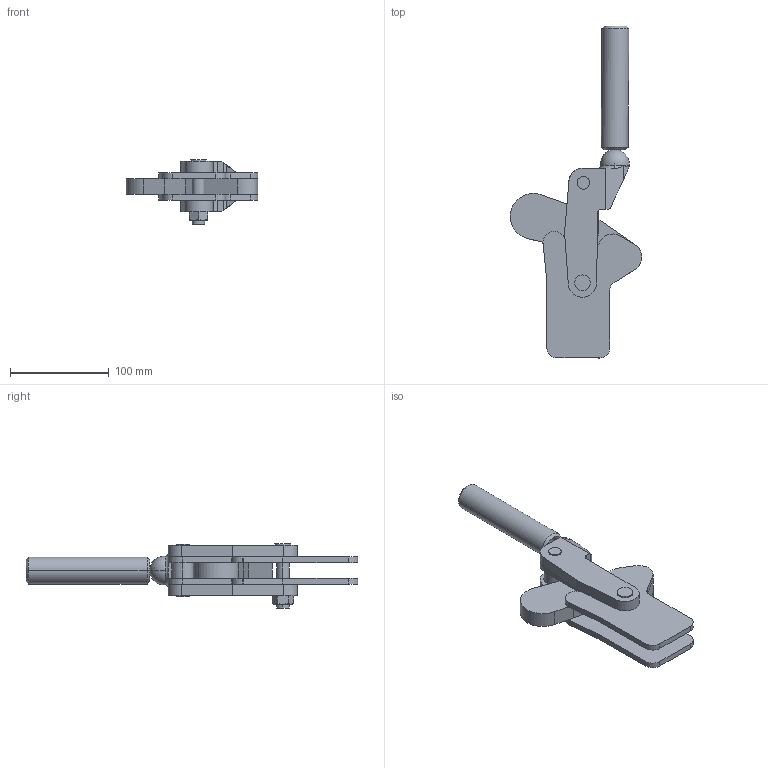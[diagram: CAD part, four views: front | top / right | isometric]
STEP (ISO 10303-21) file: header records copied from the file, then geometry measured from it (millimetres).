
FILE_DESCRIPTION (( 'STEP AP214' ), '1' );
FILE_NAME ('GH-70615(Â²¤Æ)-1.STEP', '2020-03-06T07:38:39', ( 'LinWei' ), ( '' ), 'SwSTEP 2.0', 'SolidWorks 2016', '' );
FILE_SCHEMA (( 'AUTOMOTIVE_DESIGN' ));
Length unit declared in the file: millimetre
Products named in the file (6): Group1^GH-70615(簡化)-1; Group3^GH-70615(簡化)-1; 3700908-1^GH-70615(簡化)-1; 17060501-1^GH-70615(簡化)-1; Group5^GH-70615(簡化)-1; GH-70615(簡化)-1
Assembly tree (5 placements, depth 2):
  GH-70615(簡化)-1
    Group5^GH-70615(簡化)-1
    17060501-1^GH-70615(簡化)-1
    3700908-1^GH-70615(簡化)-1
    Group3^GH-70615(簡化)-1
    Group1^GH-70615(簡化)-1
Bounding box: 133.19 x 335.96 x 65 mm (x, y, z)
Volume: 384340.5 mm3; surface area: 120967.6 mm2
Topology: 5 solids, 5 shells, 152 faces, 386 edges, 252 vertices
Faces by surface type: cylinder 70, plane 64, cone 10, torus 6, sphere 2
Entity records: 5086 total; most frequent: CARTESIAN_POINT 925, DIRECTION 837, ORIENTED_EDGE 762, EDGE_CURVE 381, AXIS2_PLACEMENT_3D 321, VERTEX_POINT 249, VECTOR 195, LINE 195
